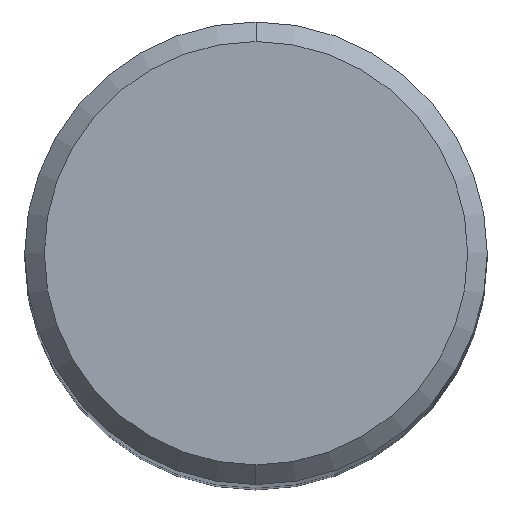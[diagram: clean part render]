
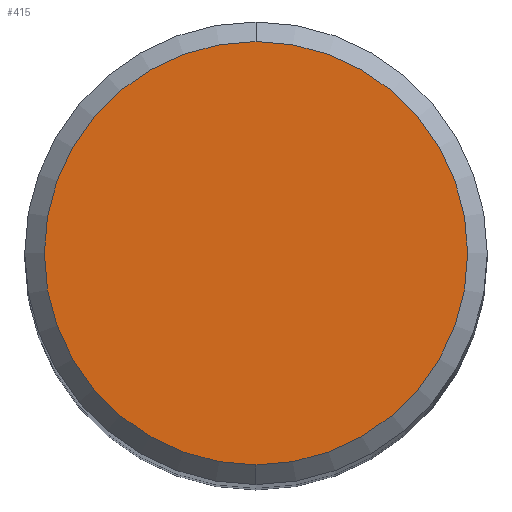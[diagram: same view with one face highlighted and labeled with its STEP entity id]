
A CAD part, top view. The second image highlights one B-rep face of the part: STEP entity #415.
In plain terms, the highlighted planar face has unit normal (0, 0, 1).
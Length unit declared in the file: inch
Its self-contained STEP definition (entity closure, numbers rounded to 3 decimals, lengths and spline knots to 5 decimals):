
#6 = DIRECTION ( 'NONE',  ( 0., -1., 0. ) ) ;
#13 = EDGE_CURVE ( 'NONE', #330, #167, #407, .T. ) ;
#25 = ORIENTED_EDGE ( 'NONE', *, *, #197, .T. ) ;
#32 = CARTESIAN_POINT ( 'NONE',  ( 0., 0., 0. ) ) ;
#46 = CARTESIAN_POINT ( 'NONE',  ( 0., -0.2162, 0. ) ) ;
#61 = AXIS2_PLACEMENT_3D ( 'NONE', #396, #185, #289 ) ;
#126 = PLANE ( 'NONE',  #61 ) ;
#159 = FACE_OUTER_BOUND ( 'NONE', #397, .T. ) ;
#167 = VERTEX_POINT ( 'NONE', #46 ) ;
#171 = ORIENTED_EDGE ( 'NONE', *, *, #13, .T. ) ;
#179 = DIRECTION ( 'NONE',  ( 0., 0., 1. ) ) ;
#185 = DIRECTION ( 'NONE',  ( 0., 0., -1. ) ) ;
#197 = EDGE_CURVE ( 'NONE', #167, #330, #328, .T. ) ;
#213 = CARTESIAN_POINT ( 'NONE',  ( 0., 0., 0. ) ) ;
#246 = DIRECTION ( 'NONE',  ( 0., -1., 0. ) ) ;
#264 = AXIS2_PLACEMENT_3D ( 'NONE', #213, #285, #6 ) ;
#271 = CARTESIAN_POINT ( 'NONE',  ( 0., 0.2162, 0. ) ) ;
#285 = DIRECTION ( 'NONE',  ( 0., 0., 1. ) ) ;
#289 = DIRECTION ( 'NONE',  ( 0., 1., 0. ) ) ;
#295 = AXIS2_PLACEMENT_3D ( 'NONE', #32, #179, #246 ) ;
#328 = CIRCLE ( 'NONE', #295, 0.2162 ) ;
#330 = VERTEX_POINT ( 'NONE', #271 ) ;
#396 = CARTESIAN_POINT ( 'NONE',  ( 0., 0.2162, 0. ) ) ;
#397 = EDGE_LOOP ( 'NONE', ( #171, #25 ) ) ;
#407 = CIRCLE ( 'NONE', #264, 0.2162 ) ;
#415 = ADVANCED_FACE ( 'NONE', ( #159 ), #126, .F. ) ;
